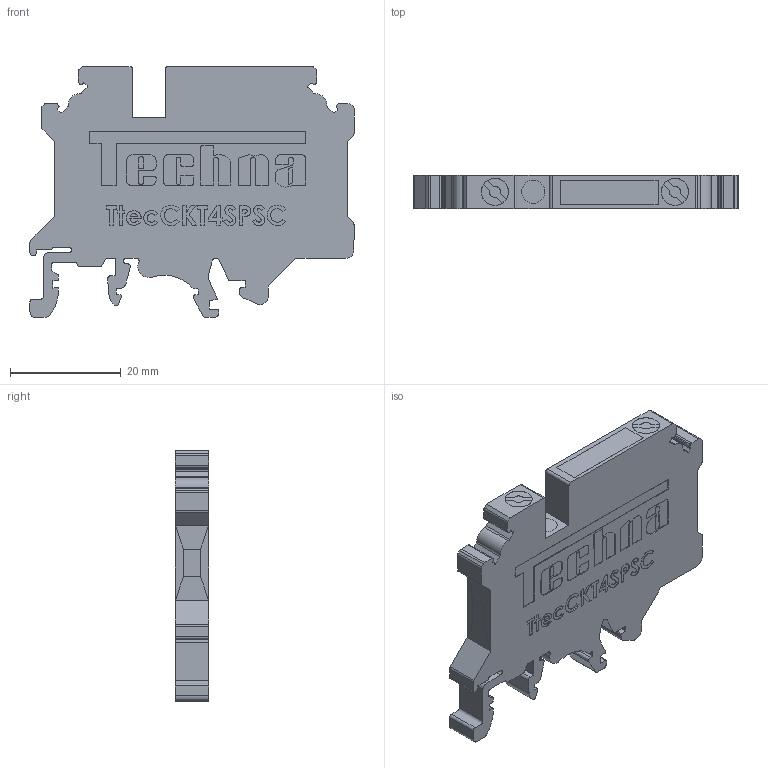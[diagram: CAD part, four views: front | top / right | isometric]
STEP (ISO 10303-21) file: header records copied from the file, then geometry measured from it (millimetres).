
FILE_DESCRIPTION (( 'STEP AP214' ), '1' );
FILE_NAME ('TtecCKT4SPSC.STEP', '2020-06-30T12:53:10', ( '' ), ( '' ), 'SwSTEP 2.0', 'SolidWorks 2020', '' );
FILE_SCHEMA (( 'AUTOMOTIVE_DESIGN' ));
Length unit declared in the file: millimetre
Products named in the file (1): TtecCKT4SPSC
Bounding box: 58.51 x 6 x 45.31 mm (x, y, z)
Volume: 11576.1 mm3; surface area: 5800.5 mm2
Topology: 1 solids, 1 shells, 827 faces, 2301 edges, 1526 vertices
Faces by surface type: plane 456, cylinder 237, bspline 134
Entity records: 39679 total; most frequent: CARTESIAN_POINT 12581, ORIENTED_EDGE 4602, DIRECTION 3903, EDGE_CURVE 2301, VECTOR 1551, LINE 1551, VERTEX_POINT 1526, AXIS2_PLACEMENT_3D 1176
